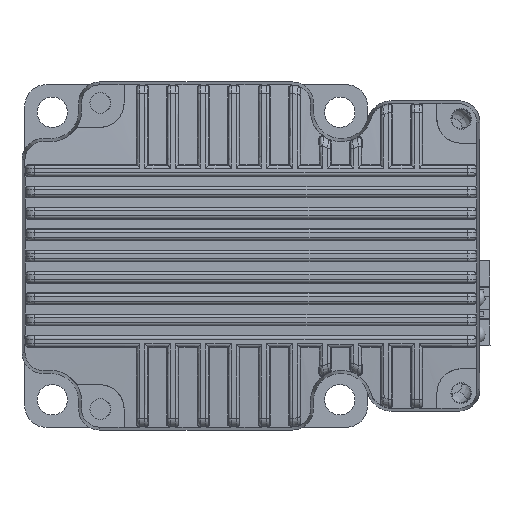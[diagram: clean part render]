
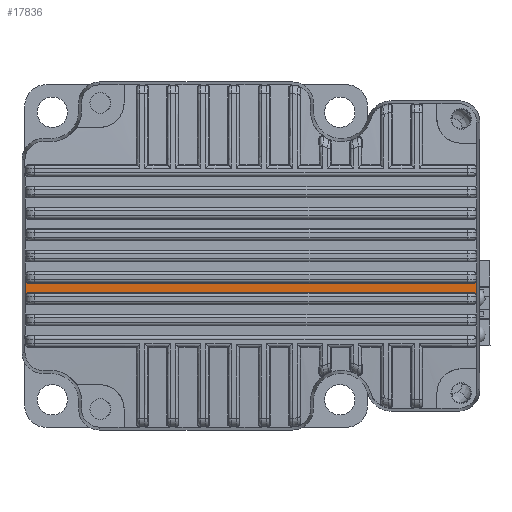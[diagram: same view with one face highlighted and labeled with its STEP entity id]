
A CAD part, front view. The second image highlights one B-rep face of the part: STEP entity #17836.
In plain terms, the highlighted cylindrical face has radius 272.359 mm (diameter 544.717 mm), a partial arc.
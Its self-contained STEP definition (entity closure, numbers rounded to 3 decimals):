
#82 = CARTESIAN_POINT ( 'NONE',  ( 56.886, -108.073, 55.042 ) ) ;
#423 = CARTESIAN_POINT ( 'NONE',  ( -17.157, -108.118, 57.339 ) ) ;
#1265 = B_SPLINE_CURVE_WITH_KNOTS ( 'NONE', 3,
 ( #39001, #3269, #10070, #423, #29900, #7242 ),
 .UNSPECIFIED., .F., .F.,
 ( 4, 2, 4 ),
 ( 0., 0., 0.001 ),
 .UNSPECIFIED. ) ;
#1537 = CARTESIAN_POINT ( 'NONE',  ( 56.518, -108.114, 57.1 ) ) ;
#3269 = CARTESIAN_POINT ( 'NONE',  ( -16.843, -108.114, 57.1 ) ) ;
#3806 = CARTESIAN_POINT ( 'NONE',  ( 56.886, -108.122, 57.6 ) ) ;
#3974 = CARTESIAN_POINT ( 'NONE',  ( 56.386, -108.084, 55.541 ) ) ;
#4537 = EDGE_LOOP ( 'NONE', ( #29607, #14127, #21062, #37252, #22001, #15972, #14223, #30195 ) ) ;
#5646 = CARTESIAN_POINT ( 'NONE',  ( -16.712, -108.084, 55.541 ) ) ;
#6535 = VERTEX_POINT ( 'NONE', #24027 ) ;
#7242 = CARTESIAN_POINT ( 'NONE',  ( -17.211, -108.122, 57.6 ) ) ;
#7588 = FACE_OUTER_BOUND ( 'NONE', #4537, .T. ) ;
#8320 = DIRECTION ( 'NONE',  ( 0., 0., 1. ) ) ;
#8535 =( BOUNDED_CURVE ( )  B_SPLINE_CURVE ( 3, ( #38136, #41525, #38271, #8801 ),
 .UNSPECIFIED., .F., .T. ) 
 B_SPLINE_CURVE_WITH_KNOTS ( ( 4, 4 ),
 ( 0.015, 0.024 ),
 .UNSPECIFIED. ) 
 CURVE ( )  GEOMETRIC_REPRESENTATION_ITEM ( )  RATIONAL_B_SPLINE_CURVE ( ( 1., 1., 1., 1. ) ) 
 REPRESENTATION_ITEM ( '' )  );
#8801 = CARTESIAN_POINT ( 'NONE',  ( 56.886, -108.073, 55.042 ) ) ;
#9103 = VERTEX_POINT ( 'NONE', #36162 ) ;
#10070 = CARTESIAN_POINT ( 'NONE',  ( -16.972, -108.115, 57.154 ) ) ;
#10890 = VERTEX_POINT ( 'NONE', #22757 ) ;
#11723 = CARTESIAN_POINT ( 'NONE',  ( 56.386, -108.114, 57.1 ) ) ;
#12533 = EDGE_CURVE ( 'NONE', #14498, #9103, #39584, .T. ) ;
#13024 = DIRECTION ( 'NONE',  ( -1., 0., 0. ) ) ;
#13208 = B_SPLINE_CURVE_WITH_KNOTS ( 'NONE', 3,
 ( #33323, #26514, #36712, #19998, #26798, #3974 ),
 .UNSPECIFIED., .F., .F.,
 ( 4, 2, 4 ),
 ( 0., 0., 0.001 ),
 .UNSPECIFIED. ) ;
#14127 = ORIENTED_EDGE ( 'NONE', *, *, #30192, .T. ) ;
#14223 = ORIENTED_EDGE ( 'NONE', *, *, #27540, .T. ) ;
#14347 = CARTESIAN_POINT ( 'NONE',  ( 56.831, -108.118, 57.339 ) ) ;
#14498 = VERTEX_POINT ( 'NONE', #26059 ) ;
#14503 = B_SPLINE_CURVE_WITH_KNOTS ( 'NONE', 3,
 ( #3806, #30737, #14347, #37110, #1537, #17698 ),
 .UNSPECIFIED., .F., .F.,
 ( 4, 2, 4 ),
 ( 0., 0., 0.001 ),
 .UNSPECIFIED. ) ;
#14995 = CARTESIAN_POINT ( 'NONE',  ( 184.931, 164.208, 61.57 ) ) ;
#15130 = CARTESIAN_POINT ( 'NONE',  ( -17.211, -108.093, 55.894 ) ) ;
#15298 = CARTESIAN_POINT ( 'NONE',  ( -16.844, -108.084, 55.541 ) ) ;
#15972 = ORIENTED_EDGE ( 'NONE', *, *, #30026, .T. ) ;
#16399 = CARTESIAN_POINT ( 'NONE',  ( 56.886, -108.122, 57.6 ) ) ;
#17698 = CARTESIAN_POINT ( 'NONE',  ( 56.386, -108.114, 57.1 ) ) ;
#17836 = ADVANCED_FACE ( 'NONE', ( #7588 ), #39032, .T. ) ;
#17856 = VERTEX_POINT ( 'NONE', #30837 ) ;
#18373 = CARTESIAN_POINT ( 'NONE',  ( -17.211, -108.11, 56.747 ) ) ;
#18474 = VECTOR ( 'NONE', #13024, 1000. ) ;
#19141 = EDGE_CURVE ( 'NONE', #6535, #9103, #1265, .T. ) ;
#19998 = CARTESIAN_POINT ( 'NONE',  ( 56.648, -108.083, 55.487 ) ) ;
#20978 = VERTEX_POINT ( 'NONE', #82 ) ;
#21062 = ORIENTED_EDGE ( 'NONE', *, *, #23491, .T. ) ;
#21236 = CARTESIAN_POINT ( 'NONE',  ( -17.212, -108.073, 55.042 ) ) ;
#21491 = DIRECTION ( 'NONE',  ( -1., 0., 0. ) ) ;
#21637 = CARTESIAN_POINT ( 'NONE',  ( -17.211, -108.122, 57.6 ) ) ;
#22001 = ORIENTED_EDGE ( 'NONE', *, *, #28964, .F. ) ;
#22209 = CARTESIAN_POINT ( 'NONE',  ( 184.931, -108.114, 57.1 ) ) ;
#22757 = CARTESIAN_POINT ( 'NONE',  ( 56.386, -108.084, 55.541 ) ) ;
#23491 = EDGE_CURVE ( 'NONE', #17856, #10890, #41310, .T. ) ;
#24027 = CARTESIAN_POINT ( 'NONE',  ( -16.711, -108.114, 57.1 ) ) ;
#24052 = VECTOR ( 'NONE', #30006, 1000. ) ;
#24649 = CARTESIAN_POINT ( 'NONE',  ( -17.212, -108.076, 55.174 ) ) ;
#25140 = B_SPLINE_CURVE_WITH_KNOTS ( 'NONE', 3,
 ( #21236, #24649, #27764, #34842, #15298, #5646 ),
 .UNSPECIFIED., .F., .F.,
 ( 4, 2, 4 ),
 ( 0., 0., 0.001 ),
 .UNSPECIFIED. ) ;
#25911 = CARTESIAN_POINT ( 'NONE',  ( 184.931, -108.084, 55.541 ) ) ;
#26059 = CARTESIAN_POINT ( 'NONE',  ( -17.212, -108.073, 55.042 ) ) ;
#26514 = CARTESIAN_POINT ( 'NONE',  ( 56.886, -108.076, 55.174 ) ) ;
#26798 = CARTESIAN_POINT ( 'NONE',  ( 56.518, -108.084, 55.541 ) ) ;
#27375 = AXIS2_PLACEMENT_3D ( 'NONE', #14995, #21491, #8320 ) ;
#27540 = EDGE_CURVE ( 'NONE', #35497, #6535, #29122, .T. ) ;
#27764 = CARTESIAN_POINT ( 'NONE',  ( -17.158, -108.079, 55.303 ) ) ;
#28364 = VERTEX_POINT ( 'NONE', #16399 ) ;
#28964 = EDGE_CURVE ( 'NONE', #28364, #20978, #8535, .T. ) ;
#29122 = LINE ( 'NONE', #22209, #18474 ) ;
#29607 = ORIENTED_EDGE ( 'NONE', *, *, #12533, .F. ) ;
#29900 = CARTESIAN_POINT ( 'NONE',  ( -17.211, -108.12, 57.468 ) ) ;
#30006 = DIRECTION ( 'NONE',  ( 1., 0., 0. ) ) ;
#30026 = EDGE_CURVE ( 'NONE', #28364, #35497, #14503, .T. ) ;
#30192 = EDGE_CURVE ( 'NONE', #14498, #17856, #25140, .T. ) ;
#30195 = ORIENTED_EDGE ( 'NONE', *, *, #19141, .T. ) ;
#30737 = CARTESIAN_POINT ( 'NONE',  ( 56.886, -108.12, 57.468 ) ) ;
#30837 = CARTESIAN_POINT ( 'NONE',  ( -16.712, -108.084, 55.541 ) ) ;
#31814 = EDGE_CURVE ( 'NONE', #20978, #10890, #13208, .T. ) ;
#33323 = CARTESIAN_POINT ( 'NONE',  ( 56.886, -108.073, 55.042 ) ) ;
#34842 = CARTESIAN_POINT ( 'NONE',  ( -16.973, -108.083, 55.487 ) ) ;
#35497 = VERTEX_POINT ( 'NONE', #11723 ) ;
#36162 = CARTESIAN_POINT ( 'NONE',  ( -17.211, -108.122, 57.6 ) ) ;
#36712 = CARTESIAN_POINT ( 'NONE',  ( 56.832, -108.079, 55.303 ) ) ;
#37110 = CARTESIAN_POINT ( 'NONE',  ( 56.647, -108.115, 57.154 ) ) ;
#37252 = ORIENTED_EDGE ( 'NONE', *, *, #31814, .F. ) ;
#38059 = CARTESIAN_POINT ( 'NONE',  ( -17.212, -108.073, 55.042 ) ) ;
#38136 = CARTESIAN_POINT ( 'NONE',  ( 56.886, -108.122, 57.6 ) ) ;
#38271 = CARTESIAN_POINT ( 'NONE',  ( 56.886, -108.093, 55.894 ) ) ;
#39001 = CARTESIAN_POINT ( 'NONE',  ( -16.711, -108.114, 57.1 ) ) ;
#39032 = CYLINDRICAL_SURFACE ( 'NONE', #27375, 272.359 ) ;
#39584 =( BOUNDED_CURVE ( )  B_SPLINE_CURVE ( 3, ( #38059, #15130, #18373, #21637 ),
 .UNSPECIFIED., .F., .F. ) 
 B_SPLINE_CURVE_WITH_KNOTS ( ( 4, 4 ),
 ( 3.118, 3.127 ),
 .UNSPECIFIED. ) 
 CURVE ( )  GEOMETRIC_REPRESENTATION_ITEM ( )  RATIONAL_B_SPLINE_CURVE ( ( 1., 1., 1., 1. ) ) 
 REPRESENTATION_ITEM ( '' )  );
#41310 = LINE ( 'NONE', #25911, #24052 ) ;
#41525 = CARTESIAN_POINT ( 'NONE',  ( 56.886, -108.11, 56.747 ) ) ;
